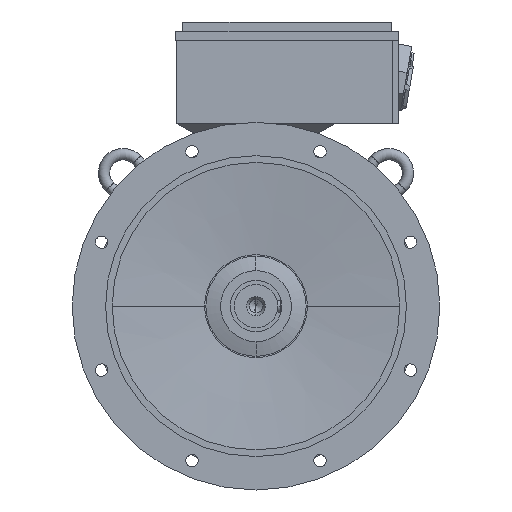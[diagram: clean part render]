
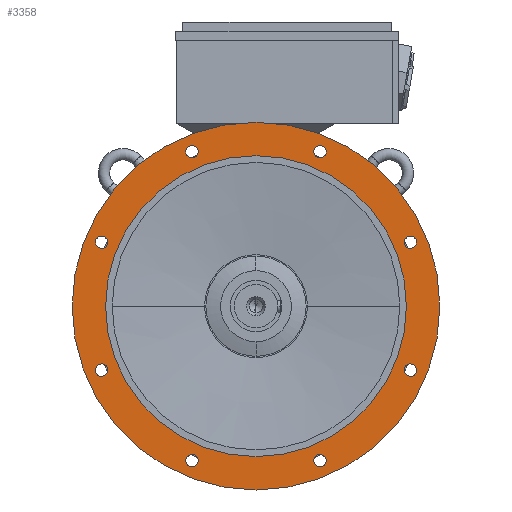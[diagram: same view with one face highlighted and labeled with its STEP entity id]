
A CAD part, left-side view. The second image highlights one B-rep face of the part: STEP entity #3358.
In plain terms, the highlighted planar face has unit normal (-1, 0, 0).
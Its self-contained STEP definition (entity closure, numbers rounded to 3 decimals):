
#3358=ADVANCED_FACE('',(#6780,#6781,#6782,#6783,#6784,#6785,#6786,#6787,#6788,#6789),#6790,.T.);
#6780=FACE_BOUND('',#10213,.T.);
#6781=FACE_BOUND('',#10214,.T.);
#6782=FACE_BOUND('',#10215,.T.);
#6783=FACE_BOUND('',#10216,.T.);
#6784=FACE_BOUND('',#10217,.T.);
#6785=FACE_BOUND('',#10218,.T.);
#6786=FACE_BOUND('',#10219,.T.);
#6787=FACE_BOUND('',#10220,.T.);
#6788=FACE_OUTER_BOUND('',#10221,.T.);
#6789=FACE_BOUND('',#10222,.T.);
#6790=PLANE('',#10223);
#10213=EDGE_LOOP('',(#20805,#20806));
#10214=EDGE_LOOP('',(#20807,#20808));
#10215=EDGE_LOOP('',(#20809,#20810));
#10216=EDGE_LOOP('',(#20811,#20812));
#10217=EDGE_LOOP('',(#20813,#20814));
#10218=EDGE_LOOP('',(#20815,#20816));
#10219=EDGE_LOOP('',(#20817,#20818));
#10220=EDGE_LOOP('',(#20819,#20820));
#10221=EDGE_LOOP('',(#20821,#20822));
#10222=EDGE_LOOP('',(#20823,#20824));
#10223=AXIS2_PLACEMENT_3D('',#20825,#20826,#20827);
#20805=ORIENTED_EDGE('',*,*,#24970,.T.);
#20806=ORIENTED_EDGE('',*,*,#20959,.T.);
#20807=ORIENTED_EDGE('',*,*,#24973,.T.);
#20808=ORIENTED_EDGE('',*,*,#20954,.T.);
#20809=ORIENTED_EDGE('',*,*,#24976,.T.);
#20810=ORIENTED_EDGE('',*,*,#20949,.T.);
#20811=ORIENTED_EDGE('',*,*,#24979,.T.);
#20812=ORIENTED_EDGE('',*,*,#20944,.T.);
#20813=ORIENTED_EDGE('',*,*,#24982,.T.);
#20814=ORIENTED_EDGE('',*,*,#20939,.T.);
#20815=ORIENTED_EDGE('',*,*,#24985,.T.);
#20816=ORIENTED_EDGE('',*,*,#20934,.T.);
#20817=ORIENTED_EDGE('',*,*,#24988,.T.);
#20818=ORIENTED_EDGE('',*,*,#20929,.T.);
#20819=ORIENTED_EDGE('',*,*,#24991,.T.);
#20820=ORIENTED_EDGE('',*,*,#20924,.T.);
#20821=ORIENTED_EDGE('',*,*,#20888,.F.);
#20822=ORIENTED_EDGE('',*,*,#25055,.F.);
#20823=ORIENTED_EDGE('',*,*,#20895,.T.);
#20824=ORIENTED_EDGE('',*,*,#25053,.T.);
#20825=CARTESIAN_POINT('',(-100.0,250.0,0.0));
#20826=DIRECTION('',(-1.0,0.0,0.0));
#20827=DIRECTION('',(0.0,-1.0,0.0));
#20888=EDGE_CURVE('',#25101,#25104,#25105,.T.);
#20895=EDGE_CURVE('',#25111,#25115,#25117,.T.);
#20924=EDGE_CURVE('',#25166,#25163,#25167,.T.);
#20929=EDGE_CURVE('',#25175,#25172,#25176,.T.);
#20934=EDGE_CURVE('',#25184,#25181,#25185,.T.);
#20939=EDGE_CURVE('',#25193,#25190,#25194,.T.);
#20944=EDGE_CURVE('',#25202,#25199,#25203,.T.);
#20949=EDGE_CURVE('',#25211,#25208,#25212,.T.);
#20954=EDGE_CURVE('',#25220,#25217,#25221,.T.);
#20959=EDGE_CURVE('',#25229,#25226,#25230,.T.);
#24970=EDGE_CURVE('',#25226,#25229,#31203,.T.);
#24973=EDGE_CURVE('',#25217,#25220,#31206,.T.);
#24976=EDGE_CURVE('',#25208,#25211,#31209,.T.);
#24979=EDGE_CURVE('',#25199,#25202,#31212,.T.);
#24982=EDGE_CURVE('',#25190,#25193,#31215,.T.);
#24985=EDGE_CURVE('',#25181,#25184,#31218,.T.);
#24988=EDGE_CURVE('',#25172,#25175,#31221,.T.);
#24991=EDGE_CURVE('',#25163,#25166,#31224,.T.);
#25053=EDGE_CURVE('',#25115,#25111,#31290,.T.);
#25055=EDGE_CURVE('',#25104,#25101,#31292,.T.);
#25101=VERTEX_POINT('',#31504);
#25104=VERTEX_POINT('',#31508);
#25105=CIRCLE('',#31509,275.0);
#25111=VERTEX_POINT('',#31516);
#25115=VERTEX_POINT('',#31521);
#25117=CIRCLE('',#31524,225.0);
#25163=VERTEX_POINT('',#31578);
#25166=VERTEX_POINT('',#31582);
#25167=CIRCLE('',#31583,9.25);
#25172=VERTEX_POINT('',#31589);
#25175=VERTEX_POINT('',#31593);
#25176=CIRCLE('',#31594,9.25);
#25181=VERTEX_POINT('',#31600);
#25184=VERTEX_POINT('',#31604);
#25185=CIRCLE('',#31605,9.25);
#25190=VERTEX_POINT('',#31611);
#25193=VERTEX_POINT('',#31615);
#25194=CIRCLE('',#31616,9.25);
#25199=VERTEX_POINT('',#31622);
#25202=VERTEX_POINT('',#31626);
#25203=CIRCLE('',#31627,9.25);
#25208=VERTEX_POINT('',#31633);
#25211=VERTEX_POINT('',#31637);
#25212=CIRCLE('',#31638,9.25);
#25217=VERTEX_POINT('',#31644);
#25220=VERTEX_POINT('',#31648);
#25221=CIRCLE('',#31649,9.25);
#25226=VERTEX_POINT('',#31655);
#25229=VERTEX_POINT('',#31659);
#25230=CIRCLE('',#31660,9.25);
#31203=CIRCLE('',#52959,9.25);
#31206=CIRCLE('',#52962,9.25);
#31209=CIRCLE('',#52965,9.25);
#31212=CIRCLE('',#52968,9.25);
#31215=CIRCLE('',#52971,9.25);
#31218=CIRCLE('',#52974,9.25);
#31221=CIRCLE('',#52977,9.25);
#31224=CIRCLE('',#52980,9.25);
#31290=CIRCLE('',#53068,225.0);
#31292=CIRCLE('',#53070,275.0);
#31504=CARTESIAN_POINT('',(-100.0,275.0,0.0));
#31508=CARTESIAN_POINT('',(-100.0,-275.0,0.));
#31509=AXIS2_PLACEMENT_3D('',#53118,#53119,#53120);
#31516=CARTESIAN_POINT('',(-100.0,225.0,0.0));
#31521=CARTESIAN_POINT('',(-100.0,-225.0,0.));
#31524=AXIS2_PLACEMENT_3D('',#53130,#53131,#53132);
#31578=CARTESIAN_POINT('',(-100.0,-99.211,239.516));
#31582=CARTESIAN_POINT('',(-100.0,-92.131,222.424));
#31583=AXIS2_PLACEMENT_3D('',#53181,#53182,#53183);
#31589=CARTESIAN_POINT('',(-100.0,99.211,239.516));
#31593=CARTESIAN_POINT('',(-100.0,92.131,222.424));
#31594=AXIS2_PLACEMENT_3D('',#53189,#53190,#53191);
#31600=CARTESIAN_POINT('',(-100.0,239.516,99.211));
#31604=CARTESIAN_POINT('',(-100.0,222.424,92.131));
#31605=AXIS2_PLACEMENT_3D('',#53197,#53198,#53199);
#31611=CARTESIAN_POINT('',(-100.0,239.516,-99.211));
#31615=CARTESIAN_POINT('',(-100.0,222.424,-92.131));
#31616=AXIS2_PLACEMENT_3D('',#53205,#53206,#53207);
#31622=CARTESIAN_POINT('',(-100.0,99.211,-239.516));
#31626=CARTESIAN_POINT('',(-100.0,92.131,-222.424));
#31627=AXIS2_PLACEMENT_3D('',#53213,#53214,#53215);
#31633=CARTESIAN_POINT('',(-100.0,-99.211,-239.516));
#31637=CARTESIAN_POINT('',(-100.0,-92.131,-222.424));
#31638=AXIS2_PLACEMENT_3D('',#53221,#53222,#53223);
#31644=CARTESIAN_POINT('',(-100.0,-239.516,-99.211));
#31648=CARTESIAN_POINT('',(-100.0,-222.424,-92.131));
#31649=AXIS2_PLACEMENT_3D('',#53229,#53230,#53231);
#31655=CARTESIAN_POINT('',(-100.0,-239.516,99.211));
#31659=CARTESIAN_POINT('',(-100.0,-222.424,92.131));
#31660=AXIS2_PLACEMENT_3D('',#53237,#53238,#53239);
#52959=AXIS2_PLACEMENT_3D('',#56660,#56661,#56662);
#52962=AXIS2_PLACEMENT_3D('',#56666,#56667,#56668);
#52965=AXIS2_PLACEMENT_3D('',#56672,#56673,#56674);
#52968=AXIS2_PLACEMENT_3D('',#56678,#56679,#56680);
#52971=AXIS2_PLACEMENT_3D('',#56684,#56685,#56686);
#52974=AXIS2_PLACEMENT_3D('',#56690,#56691,#56692);
#52977=AXIS2_PLACEMENT_3D('',#56696,#56697,#56698);
#52980=AXIS2_PLACEMENT_3D('',#56702,#56703,#56704);
#53068=AXIS2_PLACEMENT_3D('',#56751,#56752,#56753);
#53070=AXIS2_PLACEMENT_3D('',#56754,#56755,#56756);
#53118=CARTESIAN_POINT('',(-100.0,0.0,0.0));
#53119=DIRECTION('',(1.0,0.0,0.0));
#53120=DIRECTION('',(0.0,1.0,0.0));
#53130=CARTESIAN_POINT('',(-100.0,0.0,0.0));
#53131=DIRECTION('',(1.0,0.0,0.0));
#53132=DIRECTION('',(0.0,1.0,0.0));
#53181=CARTESIAN_POINT('',(-100.0,-95.671,230.97));
#53182=DIRECTION('',(1.0,0.0,-0.0));
#53183=DIRECTION('',(0.0,-0.383,0.924));
#53189=CARTESIAN_POINT('',(-100.0,95.671,230.97));
#53190=DIRECTION('',(1.0,0.0,-0.0));
#53191=DIRECTION('',(0.0,0.383,0.924));
#53197=CARTESIAN_POINT('',(-100.0,230.97,95.671));
#53198=DIRECTION('',(1.0,0.0,-0.0));
#53199=DIRECTION('',(0.0,0.924,0.383));
#53205=CARTESIAN_POINT('',(-100.0,230.97,-95.671));
#53206=DIRECTION('',(1.0,-0.0,0.0));
#53207=DIRECTION('',(0.0,0.924,-0.383));
#53213=CARTESIAN_POINT('',(-100.0,95.671,-230.97));
#53214=DIRECTION('',(1.0,-0.0,0.0));
#53215=DIRECTION('',(0.0,0.383,-0.924));
#53221=CARTESIAN_POINT('',(-100.0,-95.671,-230.97));
#53222=DIRECTION('',(1.0,0.0,0.0));
#53223=DIRECTION('',(0.0,-0.383,-0.924));
#53229=CARTESIAN_POINT('',(-100.0,-230.97,-95.671));
#53230=DIRECTION('',(1.0,0.0,0.0));
#53231=DIRECTION('',(0.0,-0.924,-0.383));
#53237=CARTESIAN_POINT('',(-100.0,-230.97,95.671));
#53238=DIRECTION('',(1.0,0.0,-0.0));
#53239=DIRECTION('',(0.0,-0.924,0.383));
#56660=CARTESIAN_POINT('',(-100.0,-230.97,95.671));
#56661=DIRECTION('',(1.0,0.0,-0.0));
#56662=DIRECTION('',(0.0,-0.924,0.383));
#56666=CARTESIAN_POINT('',(-100.0,-230.97,-95.671));
#56667=DIRECTION('',(1.0,0.0,0.0));
#56668=DIRECTION('',(0.0,-0.924,-0.383));
#56672=CARTESIAN_POINT('',(-100.0,-95.671,-230.97));
#56673=DIRECTION('',(1.0,0.0,0.0));
#56674=DIRECTION('',(0.0,-0.383,-0.924));
#56678=CARTESIAN_POINT('',(-100.0,95.671,-230.97));
#56679=DIRECTION('',(1.0,-0.0,0.0));
#56680=DIRECTION('',(0.0,0.383,-0.924));
#56684=CARTESIAN_POINT('',(-100.0,230.97,-95.671));
#56685=DIRECTION('',(1.0,-0.0,0.0));
#56686=DIRECTION('',(0.0,0.924,-0.383));
#56690=CARTESIAN_POINT('',(-100.0,230.97,95.671));
#56691=DIRECTION('',(1.0,0.0,-0.0));
#56692=DIRECTION('',(0.0,0.924,0.383));
#56696=CARTESIAN_POINT('',(-100.0,95.671,230.97));
#56697=DIRECTION('',(1.0,0.0,-0.0));
#56698=DIRECTION('',(0.0,0.383,0.924));
#56702=CARTESIAN_POINT('',(-100.0,-95.671,230.97));
#56703=DIRECTION('',(1.0,0.0,-0.0));
#56704=DIRECTION('',(0.0,-0.383,0.924));
#56751=CARTESIAN_POINT('',(-100.0,0.0,0.0));
#56752=DIRECTION('',(1.0,0.0,0.0));
#56753=DIRECTION('',(0.0,1.0,0.0));
#56754=CARTESIAN_POINT('',(-100.0,0.0,0.0));
#56755=DIRECTION('',(1.0,0.0,0.0));
#56756=DIRECTION('',(0.0,1.0,0.0));
